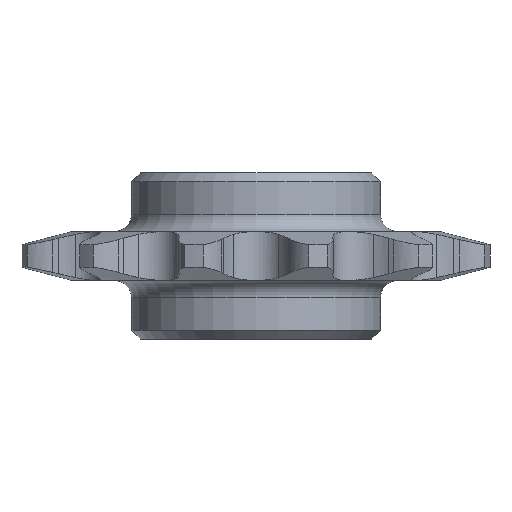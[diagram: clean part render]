
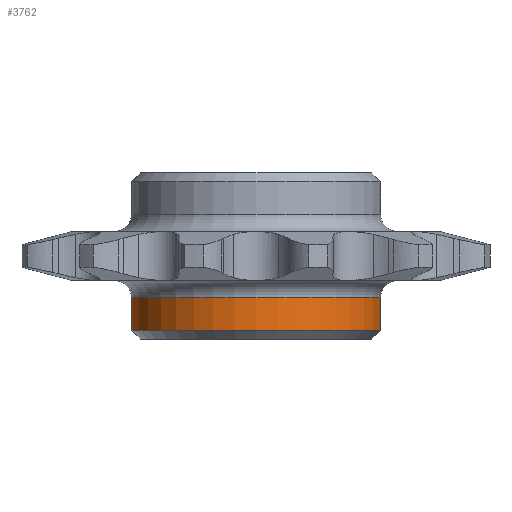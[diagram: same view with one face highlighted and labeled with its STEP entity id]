
A CAD part, front view. The second image highlights one B-rep face of the part: STEP entity #3762.
In plain terms, the highlighted cylindrical face has radius 7.144 mm (diameter 14.288 mm), a partial arc.
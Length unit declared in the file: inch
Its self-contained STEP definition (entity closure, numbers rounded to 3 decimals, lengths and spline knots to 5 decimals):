
#18 = VERTEX_POINT ( 'NONE', #7899 ) ;
#359 = EDGE_CURVE ( 'NONE', #12976, #9634, #2352, .T. ) ;
#599 = ORIENTED_EDGE ( 'NONE', *, *, #4723, .F. ) ;
#889 = DIRECTION ( 'NONE',  ( 0., 0., 1. ) ) ;
#1471 = ORIENTED_EDGE ( 'NONE', *, *, #6349, .T. ) ;
#2352 = CIRCLE ( 'NONE', #8916, 0.28125 ) ;
#2780 = LINE ( 'NONE', #14279, #8233 ) ;
#3762 = ADVANCED_FACE ( 'NONE', ( #4935 ), #9819, .T. ) ;
#4354 = DIRECTION ( 'NONE',  ( 0., 0., -1. ) ) ;
#4554 = DIRECTION ( 'NONE',  ( 1., 0., 0. ) ) ;
#4723 = EDGE_CURVE ( 'NONE', #7195, #9634, #6041, .T. ) ;
#4935 = FACE_OUTER_BOUND ( 'NONE', #8036, .T. ) ;
#5012 = AXIS2_PLACEMENT_3D ( 'NONE', #6530, #9849, #9755 ) ;
#5057 = CARTESIAN_POINT ( 'NONE',  ( 0.28125, 0., -0.09437 ) ) ;
#6041 = LINE ( 'NONE', #6471, #6318 ) ;
#6318 = VECTOR ( 'NONE', #4354, 39.37008 ) ;
#6349 = EDGE_CURVE ( 'NONE', #18, #12976, #2780, .T. ) ;
#6471 = CARTESIAN_POINT ( 'NONE',  ( 0.28125, 0., 0.1875 ) ) ;
#6530 = CARTESIAN_POINT ( 'NONE',  ( 0., 0., -0.09437 ) ) ;
#6722 = CARTESIAN_POINT ( 'NONE',  ( 0.28125, 0., -0.1675 ) ) ;
#7195 = VERTEX_POINT ( 'NONE', #5057 ) ;
#7899 = CARTESIAN_POINT ( 'NONE',  ( -0.28125, 0., -0.09437 ) ) ;
#8036 = EDGE_LOOP ( 'NONE', ( #599, #10207, #1471, #12570 ) ) ;
#8233 = VECTOR ( 'NONE', #8752, 39.37008 ) ;
#8752 = DIRECTION ( 'NONE',  ( 0., 0., -1. ) ) ;
#8916 = AXIS2_PLACEMENT_3D ( 'NONE', #9714, #889, #4554 ) ;
#9233 = AXIS2_PLACEMENT_3D ( 'NONE', #10840, #10190, #13853 ) ;
#9634 = VERTEX_POINT ( 'NONE', #6722 ) ;
#9714 = CARTESIAN_POINT ( 'NONE',  ( 0., 0., -0.1675 ) ) ;
#9755 = DIRECTION ( 'NONE',  ( 1., 0., 0. ) ) ;
#9819 = CYLINDRICAL_SURFACE ( 'NONE', #9233, 0.28125 ) ;
#9849 = DIRECTION ( 'NONE',  ( 0., 0., -1. ) ) ;
#10190 = DIRECTION ( 'NONE',  ( 0., 0., -1. ) ) ;
#10207 = ORIENTED_EDGE ( 'NONE', *, *, #11658, .T. ) ;
#10840 = CARTESIAN_POINT ( 'NONE',  ( 0., 0., 0.1875 ) ) ;
#11658 = EDGE_CURVE ( 'NONE', #7195, #18, #13439, .T. ) ;
#11709 = CARTESIAN_POINT ( 'NONE',  ( -0.28125, 0., -0.1675 ) ) ;
#12570 = ORIENTED_EDGE ( 'NONE', *, *, #359, .T. ) ;
#12976 = VERTEX_POINT ( 'NONE', #11709 ) ;
#13439 = CIRCLE ( 'NONE', #5012, 0.28125 ) ;
#13853 = DIRECTION ( 'NONE',  ( -1., 0., 0. ) ) ;
#14279 = CARTESIAN_POINT ( 'NONE',  ( -0.28125, 0., 0.1875 ) ) ;
